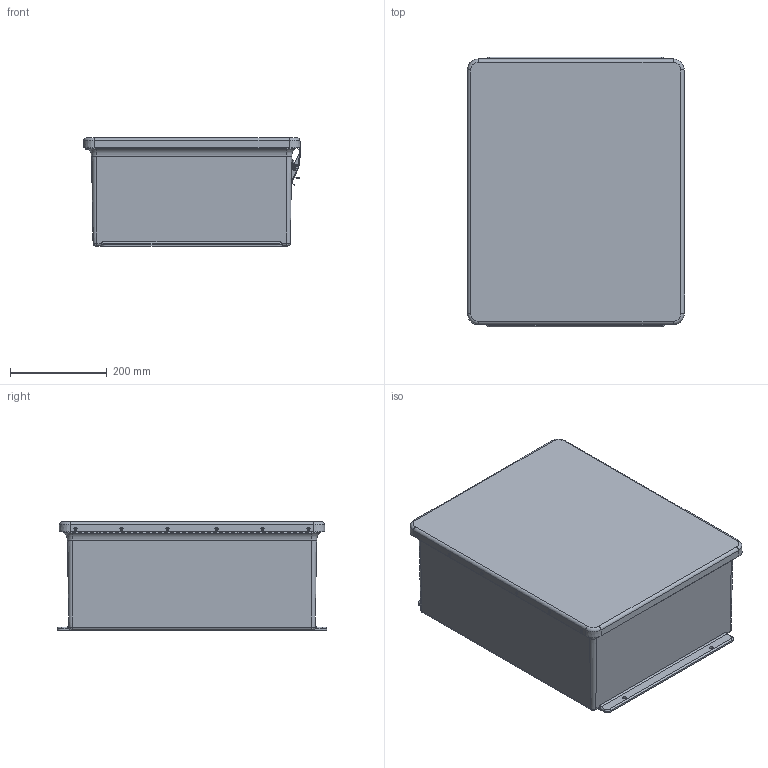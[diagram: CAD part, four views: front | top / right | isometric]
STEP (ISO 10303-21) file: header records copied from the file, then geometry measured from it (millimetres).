
FILE_DESCRIPTION(/* description */ (''),/* implementation_level */ '2;1');
FILE_NAME(/* name */ 'HW-WHJ201608CHQR.stp',/* time_stamp */ '2014-04-08T08:33:54-05:00',/* author */ ('jtigges'),/* organization */ (''),/* preprocessor_version */ 'ST-DEVELOPER v15.2',/* originating_system */ 'Autodesk Inventor 2014',/* authorisation */ '');
FILE_SCHEMA (('AUTOMOTIVE_DESIGN { 1 0 10303 214 3 1 1 }'));
Length unit declared in the file: inch
Products named in the file (24): J2016HL_2; RMINS45821P_19; RMINS45821P_20; RMINS45821P_21; RMINS45821P_22; J2016BHL; RMHINGCOV19; RMHINGPIN19; RMHINGBOX19; RMHING19; J2016HLCVR; GASKET_2016; WP2016HLU; RMRIV43; RMRIV44; RMKEEPSSL; Anchor Plate; Locking Layer; Hook blade; Hinge Pin_Lower; Hinge Pin_Upper; RMLATPLSSL; WH-J2016HPL_STP
Bounding box: 451.4 x 558.8 x 224.26 mm (x, y, z)
Volume: 4647380.8 mm3; surface area: 1917027.4 mm2
Topology: 42 solids, 42 shells, 1165 faces, 3011 edges, 1971 vertices
Faces by surface type: plane 533, cylinder 489, torus 72, cone 43, bspline 28
Full cylindrical faces by diameter (mm): 2.159 x79, 2.64 x8, 3.048 x2, 3.175 x20, 3.302 x4, 3.327 x12, 3.429 x18, 3.556 x24, 3.861 x5, 3.962 x7, 4.306 x4, 5.537 x4, 6.35 x12, 6.858 x4, 7.62 x4, 9.525 x2
Entity records: 28728 total; most frequent: CARTESIAN_POINT 5828, DIRECTION 4837, ORIENTED_EDGE 4316, EDGE_CURVE 2158, AXIS2_PLACEMENT_3D 1791, VERTEX_POINT 1503, EDGE_LOOP 1325, LINE 1255
